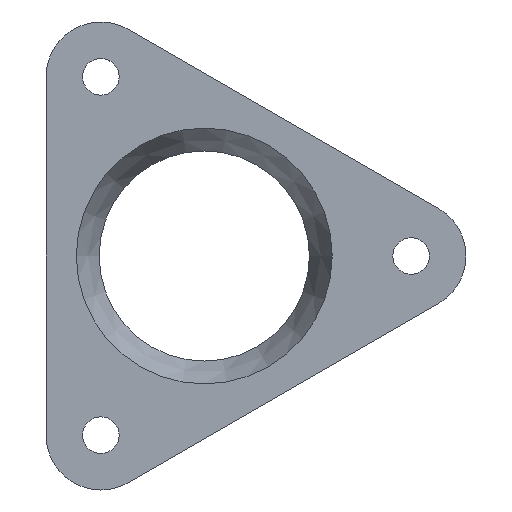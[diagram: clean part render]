
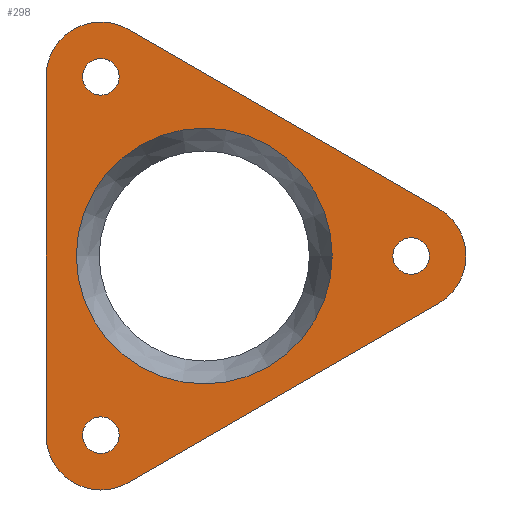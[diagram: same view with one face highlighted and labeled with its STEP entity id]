
A CAD part, front view. The second image highlights one B-rep face of the part: STEP entity #298.
In plain terms, the highlighted planar face has unit normal (0, -1, 0).
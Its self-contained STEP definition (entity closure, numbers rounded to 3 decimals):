
#17=LINE($,#510,#29);
#22=LINE($,#526,#34);
#24=LINE($,#532,#36);
#29=VECTOR($,#393,39.215);
#34=VECTOR($,#410,39.215);
#36=VECTOR($,#418,39.215);
#42=PLANE($,#340);
#67=FACE_BOUND($,#119,.T.);
#68=FACE_BOUND($,#120,.T.);
#69=FACE_BOUND($,#121,.T.);
#70=FACE_BOUND($,#122,.T.);
#71=FACE_BOUND($,#123,.T.);
#119=EDGE_LOOP($,(#270));
#120=EDGE_LOOP($,(#271));
#121=EDGE_LOOP($,(#272));
#122=EDGE_LOOP($,(#273,#274,#275,#276,#277,#278));
#123=EDGE_LOOP($,(#279));
#132=CIRCLE($,#313,2.);
#134=CIRCLE($,#316,2.);
#136=CIRCLE($,#319,2.);
#139=CIRCLE($,#323,6.);
#142=CIRCLE($,#329,6.);
#143=CIRCLE($,#332,6.);
#146=CIRCLE($,#338,14.);
#154=VERTEX_POINT($,#482);
#156=VERTEX_POINT($,#487);
#158=VERTEX_POINT($,#492);
#162=VERTEX_POINT($,#500);
#163=VERTEX_POINT($,#502);
#165=VERTEX_POINT($,#508);
#169=VERTEX_POINT($,#520);
#170=VERTEX_POINT($,#524);
#171=VERTEX_POINT($,#528);
#174=VERTEX_POINT($,#539);
#183=EDGE_CURVE($,#154,#154,#132,.T.);
#185=EDGE_CURVE($,#156,#156,#134,.T.);
#187=EDGE_CURVE($,#158,#158,#136,.T.);
#191=EDGE_CURVE($,#162,#163,#139,.T.);
#195=EDGE_CURVE($,#165,#162,#17,.T.);
#201=EDGE_CURVE($,#169,#165,#142,.T.);
#203=EDGE_CURVE($,#170,#169,#22,.T.);
#205=EDGE_CURVE($,#171,#170,#143,.T.);
#206=EDGE_CURVE($,#163,#171,#24,.T.);
#209=EDGE_CURVE($,#174,#174,#146,.T.);
#270=ORIENTED_EDGE($,*,*,#183,.T.);
#271=ORIENTED_EDGE($,*,*,#185,.T.);
#272=ORIENTED_EDGE($,*,*,#187,.T.);
#273=ORIENTED_EDGE($,*,*,#191,.F.);
#274=ORIENTED_EDGE($,*,*,#195,.F.);
#275=ORIENTED_EDGE($,*,*,#201,.F.);
#276=ORIENTED_EDGE($,*,*,#203,.F.);
#277=ORIENTED_EDGE($,*,*,#205,.F.);
#278=ORIENTED_EDGE($,*,*,#206,.F.);
#279=ORIENTED_EDGE($,*,*,#209,.T.);
#298=ADVANCED_FACE($,(#67,#68,#69,#70,#71),#42,.F.);
#313=AXIS2_PLACEMENT_3D($,#483,#365,#366);
#316=AXIS2_PLACEMENT_3D($,#488,#371,#372);
#319=AXIS2_PLACEMENT_3D($,#493,#377,#378);
#323=AXIS2_PLACEMENT_3D($,#503,#386,#387);
#329=AXIS2_PLACEMENT_3D($,#522,#405,#406);
#332=AXIS2_PLACEMENT_3D($,#530,#414,#415);
#338=AXIS2_PLACEMENT_3D($,#540,#427,#428);
#340=AXIS2_PLACEMENT_3D($,#542,#431,#432);
#365=DIRECTION('center_axis',(0.,1.,0.));
#366=DIRECTION('ref_axis',(-1.,0.,0.));
#371=DIRECTION('center_axis',(0.,1.,0.));
#372=DIRECTION('ref_axis',(-1.,0.,0.));
#377=DIRECTION('center_axis',(0.,1.,0.));
#378=DIRECTION('ref_axis',(-1.,0.,0.));
#386=DIRECTION('center_axis',(0.,1.,0.));
#387=DIRECTION('ref_axis',(-0.5,0.,0.866));
#393=DIRECTION($,(0.,0.,1.));
#405=DIRECTION('center_axis',(0.,1.,0.));
#406=DIRECTION('ref_axis',(-0.5,0.,-0.866));
#410=DIRECTION($,(-0.866,0.,-0.5));
#414=DIRECTION('center_axis',(0.,1.,0.));
#415=DIRECTION('ref_axis',(1.,0.,0.));
#418=DIRECTION($,(0.866,0.,-0.5));
#427=DIRECTION('center_axis',(0.,1.,0.));
#428=DIRECTION('ref_axis',(1.,0.,0.));
#431=DIRECTION('center_axis',(0.,1.,0.));
#432=DIRECTION('ref_axis',(0.,0.,1.));
#482=CARTESIAN_POINT('',(24.641,0.,0.));
#483=CARTESIAN_POINT('Origin',(22.641,0.,0.));
#487=CARTESIAN_POINT('',(-9.321,0.,19.608));
#488=CARTESIAN_POINT('Origin',(-11.321,0.,19.608));
#492=CARTESIAN_POINT('',(-9.321,0.,-19.608));
#493=CARTESIAN_POINT('Origin',(-11.321,0.,-19.608));
#500=CARTESIAN_POINT('',(-17.321,0.,19.608));
#502=CARTESIAN_POINT('',(-8.321,0.,24.804));
#503=CARTESIAN_POINT('Origin',(-11.321,0.,19.608));
#508=CARTESIAN_POINT('',(-17.321,0.,-19.608));
#510=CARTESIAN_POINT($,(-17.321,0.,-30.));
#520=CARTESIAN_POINT('',(-8.321,0.,-24.804));
#522=CARTESIAN_POINT('Origin',(-11.321,0.,-19.608));
#524=CARTESIAN_POINT('',(25.641,0.,-5.196));
#526=CARTESIAN_POINT($,(34.641,0.,0.));
#528=CARTESIAN_POINT('',(25.641,0.,5.196));
#530=CARTESIAN_POINT('Origin',(22.641,0.,0.));
#532=CARTESIAN_POINT($,(-17.321,0.,30.));
#539=CARTESIAN_POINT('',(-14.,0.,0.));
#540=CARTESIAN_POINT('Origin',(0.,0.,0.));
#542=CARTESIAN_POINT('Origin',(0.,0.,0.));
